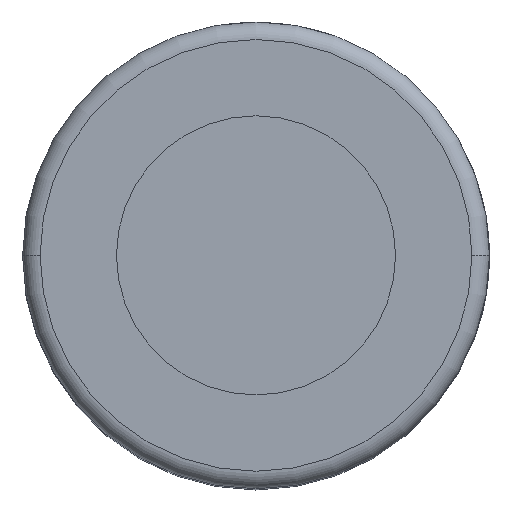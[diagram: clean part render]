
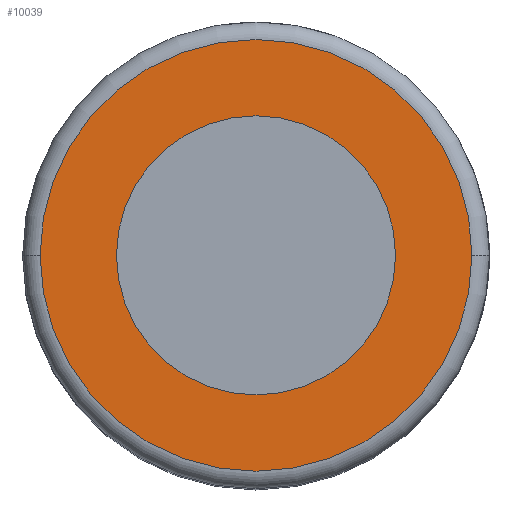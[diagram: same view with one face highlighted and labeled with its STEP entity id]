
A CAD part, top view. The second image highlights one B-rep face of the part: STEP entity #10039.
In plain terms, the highlighted planar face has unit normal (0, 0, 1).
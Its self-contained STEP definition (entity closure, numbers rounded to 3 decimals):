
#158 = DIRECTION ( 'NONE',  ( 1., 0., 0. ) ) ;
#163 = DIRECTION ( 'NONE',  ( 1., 0., 0. ) ) ;
#393 = FACE_BOUND ( 'NONE', #3933, .T. ) ;
#500 = CIRCLE ( 'NONE', #11244, 4.783 ) ;
#525 = DIRECTION ( 'NONE',  ( 1., 0., 0. ) ) ;
#667 = EDGE_CURVE ( 'NONE', #11361, #8010, #11440, .T. ) ;
#721 = CARTESIAN_POINT ( 'NONE',  ( -7.4, 0., 25. ) ) ;
#1279 = DIRECTION ( 'NONE',  ( 1., 0., 0. ) ) ;
#2488 = EDGE_CURVE ( 'NONE', #8010, #11361, #500, .T. ) ;
#3366 = AXIS2_PLACEMENT_3D ( 'NONE', #11368, #10160, #1279 ) ;
#3778 = CARTESIAN_POINT ( 'NONE',  ( 4.783, 0., 25. ) ) ;
#3833 = AXIS2_PLACEMENT_3D ( 'NONE', #10569, #5421, #525 ) ;
#3933 = EDGE_LOOP ( 'NONE', ( #12500, #7912 ) ) ;
#3946 = VERTEX_POINT ( 'NONE', #721 ) ;
#4006 = CARTESIAN_POINT ( 'NONE',  ( 0., 0., 25. ) ) ;
#4137 = DIRECTION ( 'NONE',  ( 0., 0., 1. ) ) ;
#4643 = EDGE_CURVE ( 'NONE', #3946, #11755, #10943, .T. ) ;
#4644 = EDGE_LOOP ( 'NONE', ( #12915, #9662 ) ) ;
#5132 = DIRECTION ( 'NONE',  ( 0., 0., 1. ) ) ;
#5421 = DIRECTION ( 'NONE',  ( 0., 0., 1. ) ) ;
#5556 = FACE_OUTER_BOUND ( 'NONE', #4644, .T. ) ;
#5778 = AXIS2_PLACEMENT_3D ( 'NONE', #4006, #4137, #163 ) ;
#6256 = CARTESIAN_POINT ( 'NONE',  ( 0., 0., 25. ) ) ;
#7725 = CARTESIAN_POINT ( 'NONE',  ( 7.4, 0., 25. ) ) ;
#7912 = ORIENTED_EDGE ( 'NONE', *, *, #667, .F. ) ;
#8010 = VERTEX_POINT ( 'NONE', #3778 ) ;
#8520 = EDGE_CURVE ( 'NONE', #11755, #3946, #12043, .T. ) ;
#8533 = CARTESIAN_POINT ( 'NONE',  ( -4.783, 0., 25. ) ) ;
#8683 = DIRECTION ( 'NONE',  ( 0., 0., 1. ) ) ;
#9662 = ORIENTED_EDGE ( 'NONE', *, *, #4643, .T. ) ;
#10039 = ADVANCED_FACE ( 'NONE', ( #393, #5556 ), #10507, .T. ) ;
#10160 = DIRECTION ( 'NONE',  ( 0., 0., 1. ) ) ;
#10507 = PLANE ( 'NONE',  #3833 ) ;
#10569 = CARTESIAN_POINT ( 'NONE',  ( 0., 0., 25. ) ) ;
#10786 = DIRECTION ( 'NONE',  ( 1., 0., 0. ) ) ;
#10801 = AXIS2_PLACEMENT_3D ( 'NONE', #6256, #5132, #158 ) ;
#10943 = CIRCLE ( 'NONE', #3366, 7.4 ) ;
#11244 = AXIS2_PLACEMENT_3D ( 'NONE', #11758, #8683, #10786 ) ;
#11361 = VERTEX_POINT ( 'NONE', #8533 ) ;
#11368 = CARTESIAN_POINT ( 'NONE',  ( 0., 0., 25. ) ) ;
#11440 = CIRCLE ( 'NONE', #5778, 4.783 ) ;
#11755 = VERTEX_POINT ( 'NONE', #7725 ) ;
#11758 = CARTESIAN_POINT ( 'NONE',  ( 0., 0., 25. ) ) ;
#12043 = CIRCLE ( 'NONE', #10801, 7.4 ) ;
#12500 = ORIENTED_EDGE ( 'NONE', *, *, #2488, .F. ) ;
#12915 = ORIENTED_EDGE ( 'NONE', *, *, #8520, .T. ) ;
